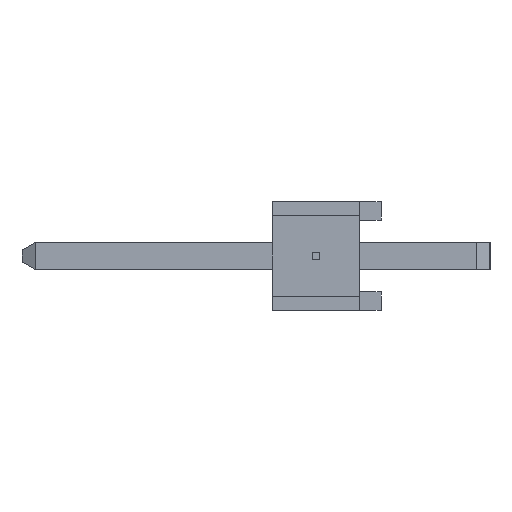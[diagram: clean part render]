
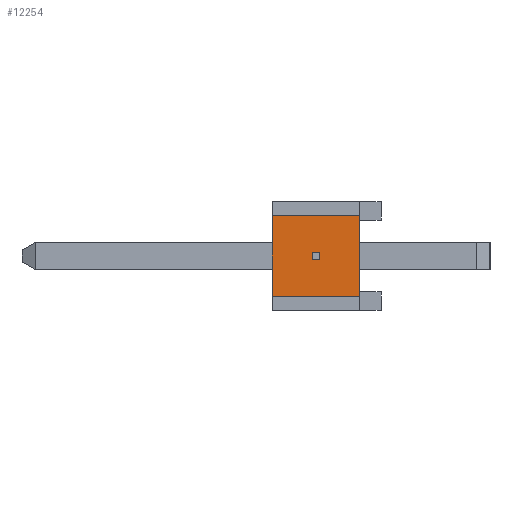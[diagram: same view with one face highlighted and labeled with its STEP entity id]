
A CAD part, left-side view. The second image highlights one B-rep face of the part: STEP entity #12254.
In plain terms, the highlighted planar face has unit normal (-1, 0, 0).
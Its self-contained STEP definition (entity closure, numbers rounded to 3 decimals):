
#27 = DIRECTION ( 'NONE',  ( 0., -1., 0. ) ) ;
#312 = DIRECTION ( 'NONE',  ( 1., 0., 0. ) ) ;
#513 = EDGE_CURVE ( 'NONE', #7266, #12472, #10928, .T. ) ;
#558 = EDGE_CURVE ( 'NONE', #898, #12542, #779, .T. ) ;
#779 = LINE ( 'NONE', #11885, #1770 ) ;
#898 = VERTEX_POINT ( 'NONE', #2343 ) ;
#1012 = VECTOR ( 'NONE', #11023, 1000. ) ;
#1293 = CARTESIAN_POINT ( 'NONE',  ( -11.227, 0.508, 0. ) ) ;
#1489 = DIRECTION ( 'NONE',  ( 0., 1., 0. ) ) ;
#1529 = ORIENTED_EDGE ( 'NONE', *, *, #2271, .F. ) ;
#1770 = VECTOR ( 'NONE', #9964, 1000. ) ;
#1931 = VERTEX_POINT ( 'NONE', #10196 ) ;
#2219 = CARTESIAN_POINT ( 'NONE',  ( -11.227, 2.54, 0.94 ) ) ;
#2271 = EDGE_CURVE ( 'NONE', #10086, #7266, #4313, .T. ) ;
#2343 = CARTESIAN_POINT ( 'NONE',  ( -11.227, 0.508, -0.94 ) ) ;
#2367 = EDGE_LOOP ( 'NONE', ( #12189, #1529, #13318, #3667 ) ) ;
#2533 = LINE ( 'NONE', #1293, #9253 ) ;
#2550 = CARTESIAN_POINT ( 'NONE',  ( -11.227, 0., 0.086 ) ) ;
#2590 = VECTOR ( 'NONE', #5666, 1000. ) ;
#2674 = VECTOR ( 'NONE', #8902, 1000. ) ;
#2876 = EDGE_CURVE ( 'NONE', #3812, #1931, #8247, .T. ) ;
#3131 = EDGE_CURVE ( 'NONE', #12980, #10086, #11012, .T. ) ;
#3271 = DIRECTION ( 'NONE',  ( 0., 0., 1. ) ) ;
#3273 = CARTESIAN_POINT ( 'NONE',  ( -11.227, 1.434, 0.086 ) ) ;
#3667 = ORIENTED_EDGE ( 'NONE', *, *, #5723, .F. ) ;
#3812 = VERTEX_POINT ( 'NONE', #2219 ) ;
#4076 = CARTESIAN_POINT ( 'NONE',  ( -11.227, 0., -0.086 ) ) ;
#4124 = VECTOR ( 'NONE', #3271, 1000. ) ;
#4281 = CARTESIAN_POINT ( 'NONE',  ( -11.227, 1.614, 0.086 ) ) ;
#4313 = LINE ( 'NONE', #2550, #11491 ) ;
#5666 = DIRECTION ( 'NONE',  ( 0., 0., -1. ) ) ;
#5723 = EDGE_CURVE ( 'NONE', #12472, #12980, #7812, .T. ) ;
#6470 = EDGE_CURVE ( 'NONE', #1931, #898, #2533, .T. ) ;
#6518 = CARTESIAN_POINT ( 'NONE',  ( -11.227, 0., 0. ) ) ;
#6597 = PLANE ( 'NONE',  #8327 ) ;
#6687 = ORIENTED_EDGE ( 'NONE', *, *, #2876, .F. ) ;
#7052 = EDGE_CURVE ( 'NONE', #12542, #3812, #7101, .T. ) ;
#7101 = LINE ( 'NONE', #8891, #1012 ) ;
#7266 = VERTEX_POINT ( 'NONE', #4281 ) ;
#7812 = LINE ( 'NONE', #4076, #10914 ) ;
#8247 = LINE ( 'NONE', #8997, #2674 ) ;
#8327 = AXIS2_PLACEMENT_3D ( 'NONE', #6518, #312, #10665 ) ;
#8891 = CARTESIAN_POINT ( 'NONE',  ( -11.227, 2.54, -0.94 ) ) ;
#8902 = DIRECTION ( 'NONE',  ( 0., -1., 0. ) ) ;
#8954 = CARTESIAN_POINT ( 'NONE',  ( -11.227, 1.614, -0.086 ) ) ;
#8997 = CARTESIAN_POINT ( 'NONE',  ( -11.227, 2.54, 0.94 ) ) ;
#9253 = VECTOR ( 'NONE', #12709, 1000. ) ;
#9311 = ORIENTED_EDGE ( 'NONE', *, *, #558, .F. ) ;
#9482 = EDGE_LOOP ( 'NONE', ( #13308, #6687, #12653, #9311 ) ) ;
#9655 = CARTESIAN_POINT ( 'NONE',  ( -11.227, 1.434, 0. ) ) ;
#9913 = CARTESIAN_POINT ( 'NONE',  ( -11.227, 1.614, 0. ) ) ;
#9964 = DIRECTION ( 'NONE',  ( 0., 1., 0. ) ) ;
#10086 = VERTEX_POINT ( 'NONE', #3273 ) ;
#10196 = CARTESIAN_POINT ( 'NONE',  ( -11.227, 0.508, 0.94 ) ) ;
#10312 = FACE_OUTER_BOUND ( 'NONE', #9482, .T. ) ;
#10665 = DIRECTION ( 'NONE',  ( 0., 0., -1. ) ) ;
#10914 = VECTOR ( 'NONE', #27, 1000. ) ;
#10928 = LINE ( 'NONE', #9913, #2590 ) ;
#11012 = LINE ( 'NONE', #9655, #4124 ) ;
#11023 = DIRECTION ( 'NONE',  ( 0., 0., 1. ) ) ;
#11118 = CARTESIAN_POINT ( 'NONE',  ( -11.227, 2.54, -0.94 ) ) ;
#11491 = VECTOR ( 'NONE', #1489, 1000. ) ;
#11885 = CARTESIAN_POINT ( 'NONE',  ( -11.227, 0., -0.94 ) ) ;
#12189 = ORIENTED_EDGE ( 'NONE', *, *, #513, .F. ) ;
#12254 = ADVANCED_FACE ( 'NONE', ( #12730, #10312 ), #6597, .F. ) ;
#12472 = VERTEX_POINT ( 'NONE', #8954 ) ;
#12542 = VERTEX_POINT ( 'NONE', #11118 ) ;
#12653 = ORIENTED_EDGE ( 'NONE', *, *, #7052, .F. ) ;
#12709 = DIRECTION ( 'NONE',  ( 0., 0., -1. ) ) ;
#12730 = FACE_BOUND ( 'NONE', #2367, .T. ) ;
#12975 = CARTESIAN_POINT ( 'NONE',  ( -11.227, 1.434, -0.086 ) ) ;
#12980 = VERTEX_POINT ( 'NONE', #12975 ) ;
#13308 = ORIENTED_EDGE ( 'NONE', *, *, #6470, .F. ) ;
#13318 = ORIENTED_EDGE ( 'NONE', *, *, #3131, .F. ) ;
